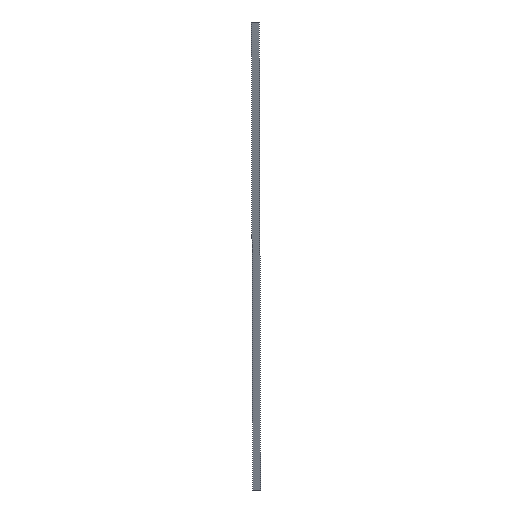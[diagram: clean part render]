
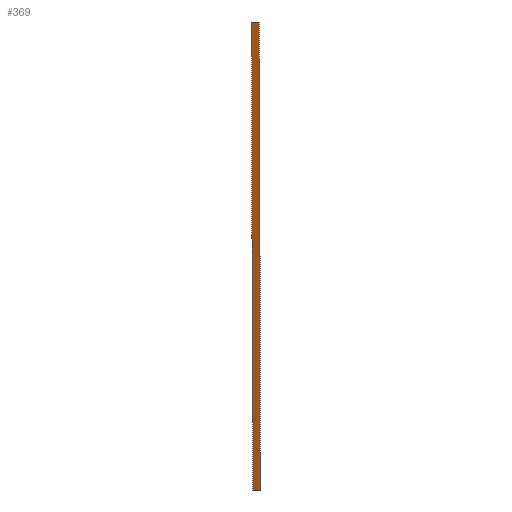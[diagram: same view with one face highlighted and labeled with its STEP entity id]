
A CAD part, left-side view. The second image highlights one B-rep face of the part: STEP entity #369.
In plain terms, the highlighted planar face has unit normal (-0.925, 0, -0.38).
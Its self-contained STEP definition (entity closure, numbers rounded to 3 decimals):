
#22 = CARTESIAN_POINT ( 'NONE',  ( 237.422, 4.514, -113.7 ) ) ;
#26 = VECTOR ( 'NONE', #185, 1000. ) ;
#62 = DIRECTION ( 'NONE',  ( 0.925, 0., 0.38 ) ) ;
#72 = VECTOR ( 'NONE', #139, 1000. ) ;
#109 = CARTESIAN_POINT ( 'NONE',  ( 237.422, 0., -113.7 ) ) ;
#120 = CARTESIAN_POINT ( 'NONE',  ( 237.422, -3.478, -113.7 ) ) ;
#134 = DIRECTION ( 'NONE',  ( -0.38, 0.003, 0.925 ) ) ;
#139 = DIRECTION ( 'NONE',  ( 0., -1., 0. ) ) ;
#141 = CARTESIAN_POINT ( 'NONE',  ( 429.394, -4.663, -581. ) ) ;
#147 = CARTESIAN_POINT ( 'NONE',  ( 429.394, 3.234, -581. ) ) ;
#168 = VERTEX_POINT ( 'NONE', #120 ) ;
#185 = DIRECTION ( 'NONE',  ( -0.38, 0.002, 0.925 ) ) ;
#187 = DIRECTION ( 'NONE',  ( 0.38, 0., -0.925 ) ) ;
#202 = LINE ( 'NONE', #502, #295 ) ;
#220 = CARTESIAN_POINT ( 'NONE',  ( 163.174, 0., 67.034 ) ) ;
#233 = ORIENTED_EDGE ( 'NONE', *, *, #396, .T. ) ;
#239 = VERTEX_POINT ( 'NONE', #450 ) ;
#259 = LINE ( 'NONE', #141, #26 ) ;
#261 = EDGE_CURVE ( 'NONE', #239, #395, #202, .T. ) ;
#265 = PLANE ( 'NONE',  #287 ) ;
#281 = ORIENTED_EDGE ( 'NONE', *, *, #335, .F. ) ;
#287 = AXIS2_PLACEMENT_3D ( 'NONE', #220, #62, #187 ) ;
#295 = VECTOR ( 'NONE', #504, 1000. ) ;
#323 = ORIENTED_EDGE ( 'NONE', *, *, #261, .F. ) ;
#328 = LINE ( 'NONE', #483, #433 ) ;
#335 = EDGE_CURVE ( 'NONE', #395, #361, #328, .T. ) ;
#341 = EDGE_CURVE ( 'NONE', #361, #168, #375, .T. ) ;
#361 = VERTEX_POINT ( 'NONE', #22 ) ;
#369 = ADVANCED_FACE ( 'NONE', ( #498 ), #265, .F. ) ;
#375 = LINE ( 'NONE', #109, #72 ) ;
#395 = VERTEX_POINT ( 'NONE', #147 ) ;
#396 = EDGE_CURVE ( 'NONE', #239, #168, #259, .T. ) ;
#433 = VECTOR ( 'NONE', #134, 1000. ) ;
#444 = EDGE_LOOP ( 'NONE', ( #233, #476, #281, #323 ) ) ;
#450 = CARTESIAN_POINT ( 'NONE',  ( 429.394, -4.663, -581. ) ) ;
#476 = ORIENTED_EDGE ( 'NONE', *, *, #341, .F. ) ;
#483 = CARTESIAN_POINT ( 'NONE',  ( 429.394, 3.234, -581. ) ) ;
#498 = FACE_OUTER_BOUND ( 'NONE', #444, .T. ) ;
#502 = CARTESIAN_POINT ( 'NONE',  ( 429.394, 0., -581. ) ) ;
#504 = DIRECTION ( 'NONE',  ( 0., 1., 0. ) ) ;
